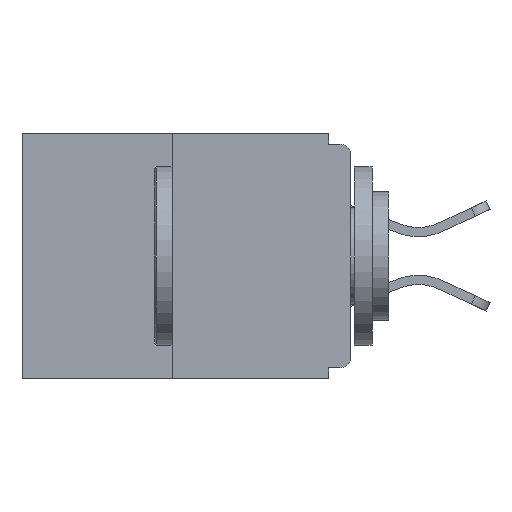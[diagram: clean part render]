
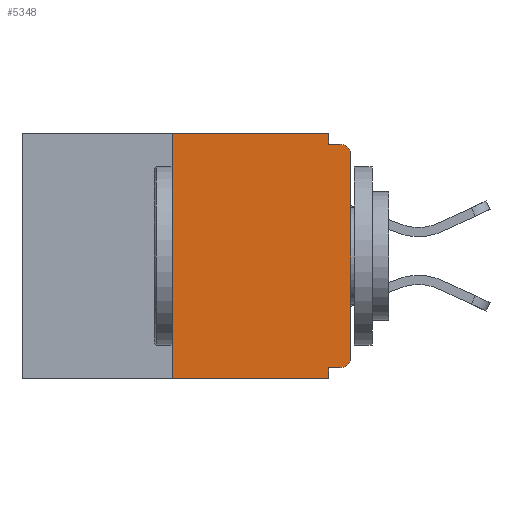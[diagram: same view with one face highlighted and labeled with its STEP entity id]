
A CAD part, left-side view. The second image highlights one B-rep face of the part: STEP entity #5348.
In plain terms, the highlighted planar face has unit normal (-1, 0, 0).
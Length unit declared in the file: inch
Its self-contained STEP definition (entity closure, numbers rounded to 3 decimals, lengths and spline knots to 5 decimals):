
#176 = ORIENTED_EDGE ( 'NONE', *, *, #6051, .T. ) ;
#177 = CARTESIAN_POINT ( 'NONE',  ( 0., 0.031, -0.343 ) ) ;
#812 = VECTOR ( 'NONE', #18046, 39.37008 ) ;
#843 = PLANE ( 'NONE',  #7044 ) ;
#1100 = LINE ( 'NONE', #24242, #9727 ) ;
#1951 = VECTOR ( 'NONE', #19470, 39.37008 ) ;
#1963 = VERTEX_POINT ( 'NONE', #7901 ) ;
#2066 = VERTEX_POINT ( 'NONE', #20288 ) ;
#2075 = CIRCLE ( 'NONE', #9902, 0.015 ) ;
#2195 = ORIENTED_EDGE ( 'NONE', *, *, #18787, .F. ) ;
#2437 = EDGE_CURVE ( 'NONE', #2066, #16928, #5817, .T. ) ;
#2702 = VECTOR ( 'NONE', #4041, 39.37008 ) ;
#2977 = DIRECTION ( 'NONE',  ( -1., 0., 0. ) ) ;
#3900 = CARTESIAN_POINT ( 'NONE',  ( 0., 0., -0.03 ) ) ;
#4041 = DIRECTION ( 'NONE',  ( 0., 0., -1. ) ) ;
#4299 = CARTESIAN_POINT ( 'NONE',  ( 0., 0., -0.328 ) ) ;
#4563 = CARTESIAN_POINT ( 'NONE',  ( 0., 0.46, 0. ) ) ;
#4964 = DIRECTION ( 'NONE',  ( 0., 0., -1. ) ) ;
#5177 = EDGE_CURVE ( 'NONE', #20039, #15669, #9205, .T. ) ;
#5348 = ADVANCED_FACE ( 'NONE', ( #9487 ), #843, .F. ) ;
#5499 = DIRECTION ( 'NONE',  ( 0., -1., 0. ) ) ;
#5817 = LINE ( 'NONE', #4299, #12326 ) ;
#6051 = EDGE_CURVE ( 'NONE', #13561, #1963, #2075, .T. ) ;
#7007 = LINE ( 'NONE', #9910, #11469 ) ;
#7044 = AXIS2_PLACEMENT_3D ( 'NONE', #4563, #23605, #14029 ) ;
#7454 = LINE ( 'NONE', #177, #2702 ) ;
#7684 = CARTESIAN_POINT ( 'NONE',  ( 0., 0., 0. ) ) ;
#7701 = ORIENTED_EDGE ( 'NONE', *, *, #11734, .F. ) ;
#7754 = CARTESIAN_POINT ( 'NONE',  ( 0., 0.015, -0.313 ) ) ;
#7901 = CARTESIAN_POINT ( 'NONE',  ( 0., 0.015, -0.015 ) ) ;
#8205 = VERTEX_POINT ( 'NONE', #23701 ) ;
#8918 = CARTESIAN_POINT ( 'NONE',  ( 0., 0.031, 0. ) ) ;
#9181 = ORIENTED_EDGE ( 'NONE', *, *, #16934, .F. ) ;
#9205 = LINE ( 'NONE', #22615, #13671 ) ;
#9487 = FACE_OUTER_BOUND ( 'NONE', #16609, .T. ) ;
#9727 = VECTOR ( 'NONE', #24160, 39.37008 ) ;
#9800 = DIRECTION ( 'NONE',  ( 0., 0., -1. ) ) ;
#9902 = AXIS2_PLACEMENT_3D ( 'NONE', #22083, #2977, #4964 ) ;
#9910 = CARTESIAN_POINT ( 'NONE',  ( 0., 0., -0.015 ) ) ;
#9914 = CARTESIAN_POINT ( 'NONE',  ( 0., 0.031, -0.328 ) ) ;
#11469 = VECTOR ( 'NONE', #19185, 39.37008 ) ;
#11500 = AXIS2_PLACEMENT_3D ( 'NONE', #7754, #11568, #9800 ) ;
#11568 = DIRECTION ( 'NONE',  ( -1., 0., 0. ) ) ;
#11665 = EDGE_CURVE ( 'NONE', #8205, #19863, #17724, .T. ) ;
#11734 = EDGE_CURVE ( 'NONE', #16780, #1963, #7007, .T. ) ;
#11900 = CARTESIAN_POINT ( 'NONE',  ( 0., 0.031, -0.015 ) ) ;
#11902 = DIRECTION ( 'NONE',  ( 0., 0., 1. ) ) ;
#12031 = CARTESIAN_POINT ( 'NONE',  ( 0., 0.031, -0.343 ) ) ;
#12082 = DIRECTION ( 'NONE',  ( 0., 1., 0. ) ) ;
#12326 = VECTOR ( 'NONE', #12082, 39.37008 ) ;
#13561 = VERTEX_POINT ( 'NONE', #3900 ) ;
#13671 = VECTOR ( 'NONE', #5499, 39.37008 ) ;
#13813 = ORIENTED_EDGE ( 'NONE', *, *, #2437, .F. ) ;
#14029 = DIRECTION ( 'NONE',  ( 0., 0., -1. ) ) ;
#15601 = CARTESIAN_POINT ( 'NONE',  ( 0., 0.46, -0.343 ) ) ;
#15669 = VERTEX_POINT ( 'NONE', #8918 ) ;
#16002 = EDGE_CURVE ( 'NONE', #2066, #18379, #20274, .T. ) ;
#16018 = VECTOR ( 'NONE', #11902, 39.37008 ) ;
#16609 = EDGE_LOOP ( 'NONE', ( #20211, #2195, #20855, #9181, #13813, #22464, #17604, #176, #7701, #19040 ) ) ;
#16780 = VERTEX_POINT ( 'NONE', #11900 ) ;
#16928 = VERTEX_POINT ( 'NONE', #9914 ) ;
#16934 = EDGE_CURVE ( 'NONE', #16928, #19863, #7454, .T. ) ;
#17090 = CARTESIAN_POINT ( 'NONE',  ( 0., 0.25, 0. ) ) ;
#17604 = ORIENTED_EDGE ( 'NONE', *, *, #21714, .T. ) ;
#17724 = LINE ( 'NONE', #15601, #1951 ) ;
#17891 = CARTESIAN_POINT ( 'NONE',  ( 0., 0.25, 0. ) ) ;
#18046 = DIRECTION ( 'NONE',  ( 0., 0., 1. ) ) ;
#18379 = VERTEX_POINT ( 'NONE', #19772 ) ;
#18787 = EDGE_CURVE ( 'NONE', #8205, #20039, #20445, .T. ) ;
#19040 = ORIENTED_EDGE ( 'NONE', *, *, #22782, .F. ) ;
#19185 = DIRECTION ( 'NONE',  ( 0., -1., 0. ) ) ;
#19470 = DIRECTION ( 'NONE',  ( 0., -1., 0. ) ) ;
#19772 = CARTESIAN_POINT ( 'NONE',  ( 0., 0., -0.313 ) ) ;
#19863 = VERTEX_POINT ( 'NONE', #12031 ) ;
#20039 = VERTEX_POINT ( 'NONE', #17090 ) ;
#20211 = ORIENTED_EDGE ( 'NONE', *, *, #5177, .F. ) ;
#20274 = CIRCLE ( 'NONE', #11500, 0.015 ) ;
#20288 = CARTESIAN_POINT ( 'NONE',  ( 0., 0.015, -0.328 ) ) ;
#20445 = LINE ( 'NONE', #17891, #812 ) ;
#20855 = ORIENTED_EDGE ( 'NONE', *, *, #11665, .T. ) ;
#21150 = LINE ( 'NONE', #7684, #16018 ) ;
#21714 = EDGE_CURVE ( 'NONE', #18379, #13561, #21150, .T. ) ;
#22083 = CARTESIAN_POINT ( 'NONE',  ( 0., 0.015, -0.03 ) ) ;
#22464 = ORIENTED_EDGE ( 'NONE', *, *, #16002, .T. ) ;
#22615 = CARTESIAN_POINT ( 'NONE',  ( 0., 0.46, 0. ) ) ;
#22782 = EDGE_CURVE ( 'NONE', #15669, #16780, #1100, .T. ) ;
#23605 = DIRECTION ( 'NONE',  ( 1., 0., 0. ) ) ;
#23701 = CARTESIAN_POINT ( 'NONE',  ( 0., 0.25, -0.343 ) ) ;
#24160 = DIRECTION ( 'NONE',  ( 0., 0., -1. ) ) ;
#24242 = CARTESIAN_POINT ( 'NONE',  ( 0., 0.031, 0. ) ) ;
